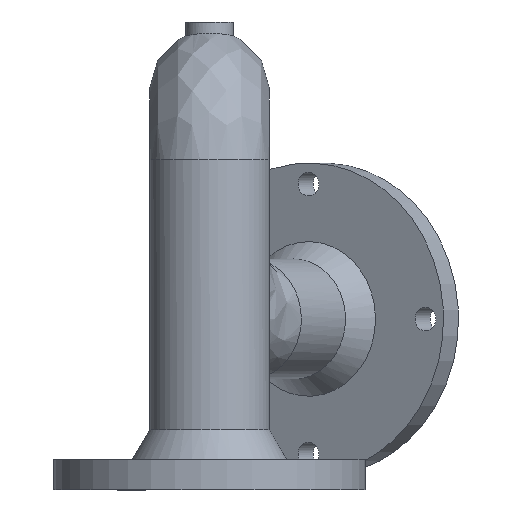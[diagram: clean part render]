
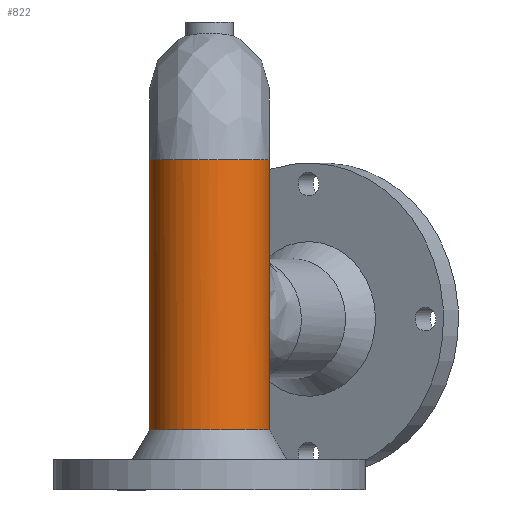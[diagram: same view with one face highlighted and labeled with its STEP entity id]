
A CAD part, left-side view. The second image highlights one B-rep face of the part: STEP entity #822.
In plain terms, the highlighted free-form (B-spline) face has degree [2, 1] with [7, 2] control points.
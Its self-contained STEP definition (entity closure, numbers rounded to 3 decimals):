
#626 = VERTEX_POINT('',#627);
#627 = CARTESIAN_POINT('',(14.688,0.,
    80.786));
#635 = EDGE_CURVE('',#626,#626,#636,.T.);
#636 = ( BOUNDED_CURVE() B_SPLINE_CURVE(2,(#637,#638,#639,#640,#641,#642
,#643),.UNSPECIFIED.,.T.,.F.) B_SPLINE_CURVE_WITH_KNOTS((3,2,2,3),(
    3.142,5.236,7.33,9.425),
.PIECEWISE_BEZIER_KNOTS.) CURVE() GEOMETRIC_REPRESENTATION_ITEM() 
RATIONAL_B_SPLINE_CURVE((1.,0.5,1.,0.5,1.,0.5,1.)) REPRESENTATION_ITEM(
  '') );
#637 = CARTESIAN_POINT('',(14.688,0.,
    80.786));
#638 = CARTESIAN_POINT('',(14.688,25.441,
    80.786));
#639 = CARTESIAN_POINT('',(-7.344,12.721,
    80.786));
#640 = CARTESIAN_POINT('',(-29.377,0.,
    80.786));
#641 = CARTESIAN_POINT('',(-7.344,-12.721,
    80.786));
#642 = CARTESIAN_POINT('',(14.688,-25.441,80.786
    ));
#643 = CARTESIAN_POINT('',(14.688,0.,
    80.786));
#822 = ADVANCED_FACE('',(#823),#844,.T.);
#823 = FACE_BOUND('',#824,.T.);
#824 = EDGE_LOOP('',(#825,#832,#833,#834));
#825 = ORIENTED_EDGE('',*,*,#826,.F.);
#826 = EDGE_CURVE('',#626,#827,#829,.T.);
#827 = VERTEX_POINT('',#828);
#828 = CARTESIAN_POINT('',(14.688,0.,
    14.688));
#829 = B_SPLINE_CURVE_WITH_KNOTS('',1,(#830,#831),.UNSPECIFIED.,.F.,.F.,
  (2,2),(-55.,-10.),.PIECEWISE_BEZIER_KNOTS.);
#830 = CARTESIAN_POINT('',(14.688,0.,
    80.786));
#831 = CARTESIAN_POINT('',(14.688,0.,
    14.688));
#832 = ORIENTED_EDGE('',*,*,#635,.F.);
#833 = ORIENTED_EDGE('',*,*,#826,.T.);
#834 = ORIENTED_EDGE('',*,*,#835,.F.);
#835 = EDGE_CURVE('',#827,#827,#836,.T.);
#836 = ( BOUNDED_CURVE() B_SPLINE_CURVE(2,(#837,#838,#839,#840,#841,#842
,#843),.UNSPECIFIED.,.T.,.F.) B_SPLINE_CURVE_WITH_KNOTS((1,2,2,2,2,1),(
    -2.094,0.,2.094,4.189,6.283,
8.378),.UNSPECIFIED.) CURVE() GEOMETRIC_REPRESENTATION_ITEM() 
RATIONAL_B_SPLINE_CURVE((1.,0.5,1.,0.5,1.,0.5,1.)) REPRESENTATION_ITEM(
  '') );
#837 = CARTESIAN_POINT('',(14.688,0.,
    14.688));
#838 = CARTESIAN_POINT('',(14.688,-25.441,
    14.688));
#839 = CARTESIAN_POINT('',(-7.344,-12.721,
    14.688));
#840 = CARTESIAN_POINT('',(-29.377,0.,
    14.688));
#841 = CARTESIAN_POINT('',(-7.344,12.721,
    14.688));
#842 = CARTESIAN_POINT('',(14.688,25.441,
    14.688));
#843 = CARTESIAN_POINT('',(14.688,0.,
    14.688));
#844 = ( BOUNDED_SURFACE() B_SPLINE_SURFACE(2,1,(
    (#845,#846)
    ,(#847,#848)
    ,(#849,#850)
    ,(#851,#852)
    ,(#853,#854)
    ,(#855,#856)
,(#857,#858
    )),.UNSPECIFIED.,.T.,.F.,.F.) B_SPLINE_SURFACE_WITH_KNOTS((1,2,2,2,2
    ,1),(2,2),(-2.094,0.,2.094,4.189,
    6.283,8.378),(-55.,-10.),.UNSPECIFIED.) 
GEOMETRIC_REPRESENTATION_ITEM() RATIONAL_B_SPLINE_SURFACE((
    (1.,1.)
    ,(0.5,0.5)
    ,(1.,1.)
    ,(0.5,0.5)
    ,(1.,1.)
    ,(0.5,0.5)
,(1.,1.))) REPRESENTATION_ITEM('') SURFACE() );
#845 = CARTESIAN_POINT('',(14.688,0.,
    80.786));
#846 = CARTESIAN_POINT('',(14.688,0.,
    14.688));
#847 = CARTESIAN_POINT('',(14.688,-25.441,80.786
    ));
#848 = CARTESIAN_POINT('',(14.688,-25.441,
    14.688));
#849 = CARTESIAN_POINT('',(-7.344,-12.721,
    80.786));
#850 = CARTESIAN_POINT('',(-7.344,-12.721,
    14.688));
#851 = CARTESIAN_POINT('',(-29.377,0.,
    80.786));
#852 = CARTESIAN_POINT('',(-29.377,0.,
    14.688));
#853 = CARTESIAN_POINT('',(-7.344,12.721,
    80.786));
#854 = CARTESIAN_POINT('',(-7.344,12.721,
    14.688));
#855 = CARTESIAN_POINT('',(14.688,25.441,
    80.786));
#856 = CARTESIAN_POINT('',(14.688,25.441,
    14.688));
#857 = CARTESIAN_POINT('',(14.688,0.,
    80.786));
#858 = CARTESIAN_POINT('',(14.688,0.,
    14.688));
